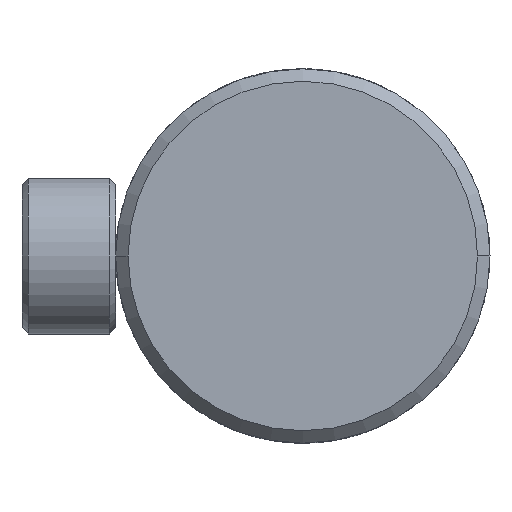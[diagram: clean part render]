
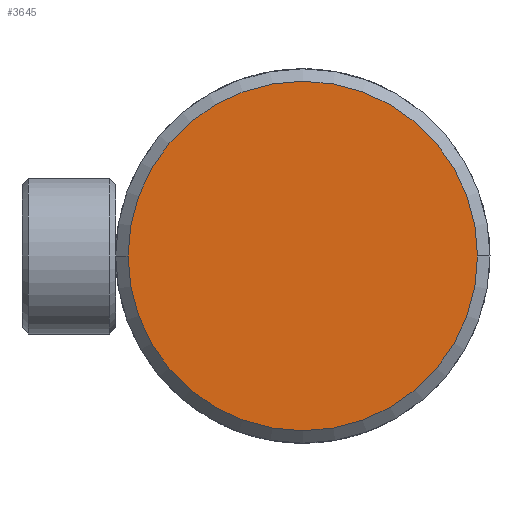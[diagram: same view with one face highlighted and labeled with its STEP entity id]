
A CAD part, left-side view. The second image highlights one B-rep face of the part: STEP entity #3645.
In plain terms, the highlighted planar face has unit normal (-1, 0, 0).
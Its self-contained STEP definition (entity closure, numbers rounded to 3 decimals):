
#3 = EDGE_LOOP ( 'NONE', ( #684, #1759 ) ) ;
#29 = CARTESIAN_POINT ( 'NONE',  ( -47., 0., 0. ) ) ;
#69 = CIRCLE ( 'NONE', #4270, 28. ) ;
#684 = ORIENTED_EDGE ( 'NONE', *, *, #3549, .T. ) ;
#829 = CARTESIAN_POINT ( 'NONE',  ( -47., 0., 0. ) ) ;
#1065 = CIRCLE ( 'NONE', #4042, 28. ) ;
#1166 = DIRECTION ( 'NONE',  ( 0., -1., 0. ) ) ;
#1373 = DIRECTION ( 'NONE',  ( 0., -1., 0. ) ) ;
#1695 = AXIS2_PLACEMENT_3D ( 'NONE', #29, #3393, #1373 ) ;
#1759 = ORIENTED_EDGE ( 'NONE', *, *, #4316, .T. ) ;
#1834 = CARTESIAN_POINT ( 'NONE',  ( -47., 0., 0. ) ) ;
#1926 = CARTESIAN_POINT ( 'NONE',  ( -47., 28., 0. ) ) ;
#2177 = DIRECTION ( 'NONE',  ( 0., -1., 0. ) ) ;
#2380 = PLANE ( 'NONE',  #1695 ) ;
#2750 = FACE_OUTER_BOUND ( 'NONE', #3, .T. ) ;
#3184 = DIRECTION ( 'NONE',  ( -1., 0., 0. ) ) ;
#3285 = VERTEX_POINT ( 'NONE', #1926 ) ;
#3393 = DIRECTION ( 'NONE',  ( -1., 0., 0. ) ) ;
#3549 = EDGE_CURVE ( 'NONE', #3285, #4109, #1065, .T. ) ;
#3645 = ADVANCED_FACE ( 'NONE', ( #2750 ), #2380, .T. ) ;
#4042 = AXIS2_PLACEMENT_3D ( 'NONE', #829, #3184, #1166 ) ;
#4109 = VERTEX_POINT ( 'NONE', #4251 ) ;
#4200 = DIRECTION ( 'NONE',  ( -1., 0., 0. ) ) ;
#4251 = CARTESIAN_POINT ( 'NONE',  ( -47., -28., 0. ) ) ;
#4270 = AXIS2_PLACEMENT_3D ( 'NONE', #1834, #4200, #2177 ) ;
#4316 = EDGE_CURVE ( 'NONE', #4109, #3285, #69, .T. ) ;
